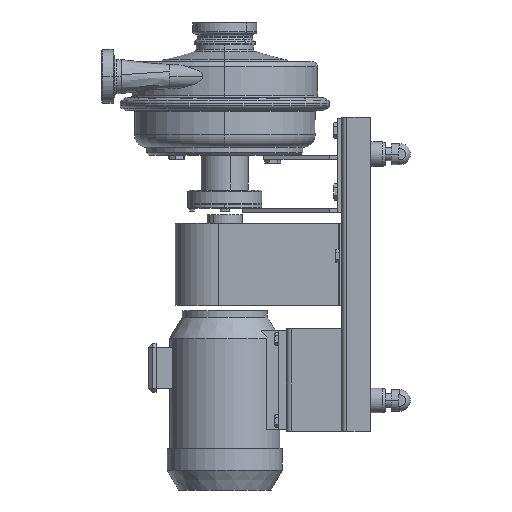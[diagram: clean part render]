
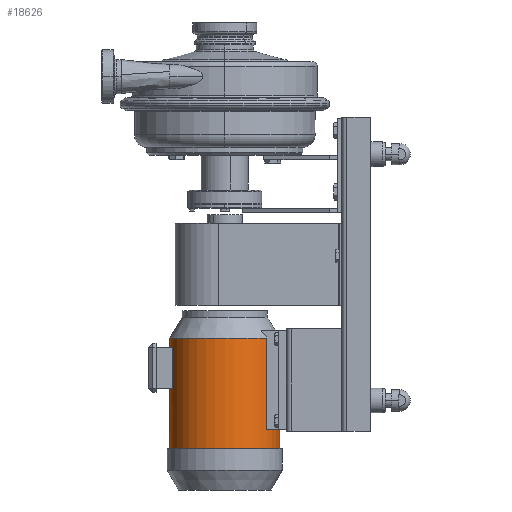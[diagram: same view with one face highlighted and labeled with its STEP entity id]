
A CAD part, left-side view. The second image highlights one B-rep face of the part: STEP entity #18626.
In plain terms, the highlighted cylindrical face has radius 67 mm (diameter 134 mm), a partial arc.
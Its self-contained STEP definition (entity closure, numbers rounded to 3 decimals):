
#8984 = DIRECTION ( 'NONE',  ( 0., -1., 0. ) ) ;
#9012 = DIRECTION ( 'NONE',  ( 0., 0., 1. ) ) ;
#9013 = VECTOR ( 'NONE', #9012, 1000. ) ;
#9014 = CARTESIAN_POINT ( 'NONE',  ( -52.516, 237.765, -44.25 ) ) ;
#9015 = LINE ( 'NONE', #9014, #9013 ) ;
#9210 = CARTESIAN_POINT ( 'NONE',  ( -52.516, 103.765, -212.75 ) ) ;
#9217 = CARTESIAN_POINT ( 'NONE',  ( -52.516, 237.765, -77.627 ) ) ;
#9225 = DIRECTION ( 'NONE',  ( 0., 0., 1. ) ) ;
#9237 = CARTESIAN_POINT ( 'NONE',  ( -52.516, 237.765, -88.75 ) ) ;
#9247 = VECTOR ( 'NONE', #9225, 1000. ) ;
#9261 = CIRCLE ( 'NONE', #9344, 67. ) ;
#9267 = CARTESIAN_POINT ( 'NONE',  ( -52.516, 237.765, -212.75 ) ) ;
#9271 = CARTESIAN_POINT ( 'NONE',  ( -52.516, 237.765, -44.25 ) ) ;
#9284 = LINE ( 'NONE', #9271, #9247 ) ;
#9338 = DIRECTION ( 'NONE',  ( 0., 0., 1. ) ) ;
#9343 = CARTESIAN_POINT ( 'NONE',  ( -52.516, 170.765, -77.627 ) ) ;
#9344 = AXIS2_PLACEMENT_3D ( 'NONE', #9343, #9338, #8984 ) ;
#9397 = CARTESIAN_POINT ( 'NONE',  ( -52.516, 237.765, -138.75 ) ) ;
#9450 = CARTESIAN_POINT ( 'NONE',  ( -52.516, 103.765, -44.25 ) ) ;
#9451 = LINE ( 'NONE', #9450, #9510 ) ;
#9509 = DIRECTION ( 'NONE',  ( 0., 0., 1. ) ) ;
#9510 = VECTOR ( 'NONE', #9509, 1000. ) ;
#9529 = CARTESIAN_POINT ( 'NONE',  ( -95.516, 119.385, -77.627 ) ) ;
#9572 = CARTESIAN_POINT ( 'NONE',  ( -52.516, 103.765, -77.627 ) ) ;
#9575 = DIRECTION ( 'NONE',  ( 0., 0., -1. ) ) ;
#9576 = VECTOR ( 'NONE', #9575, 1000. ) ;
#9577 = CIRCLE ( 'NONE', #9664, 67. ) ;
#9653 = CARTESIAN_POINT ( 'NONE',  ( -95.516, 119.385, -188.75 ) ) ;
#9664 = AXIS2_PLACEMENT_3D ( 'NONE', #9672, #9671, #9670 ) ;
#9670 = DIRECTION ( 'NONE',  ( 1., 0., 0. ) ) ;
#9671 = DIRECTION ( 'NONE',  ( 0., 0., 1. ) ) ;
#9672 = CARTESIAN_POINT ( 'NONE',  ( -52.516, 170.765, -138.75 ) ) ;
#9697 = CARTESIAN_POINT ( 'NONE',  ( -86.516, 113.033, -77.627 ) ) ;
#9722 = CARTESIAN_POINT ( 'NONE',  ( -95.516, 119.385, -44.25 ) ) ;
#9723 = LINE ( 'NONE', #9722, #9576 ) ;
#9812 = CARTESIAN_POINT ( 'NONE',  ( -72.516, 234.711, -138.75 ) ) ;
#9950 = CARTESIAN_POINT ( 'NONE',  ( -52.516, 170.765, -77.627 ) ) ;
#9969 = DIRECTION ( 'NONE',  ( 0., 0., 1. ) ) ;
#9970 = VECTOR ( 'NONE', #9969, 1000. ) ;
#9973 = CIRCLE ( 'NONE', #10052, 67. ) ;
#9979 = DIRECTION ( 'NONE',  ( 0., -1., 0. ) ) ;
#9980 = DIRECTION ( 'NONE',  ( 0., 0., 1. ) ) ;
#9981 = AXIS2_PLACEMENT_3D ( 'NONE', #9950, #9980, #9979 ) ;
#9999 = CARTESIAN_POINT ( 'NONE',  ( -86.516, 113.033, -44.25 ) ) ;
#10000 = LINE ( 'NONE', #9999, #9970 ) ;
#10017 = CIRCLE ( 'NONE', #9981, 67. ) ;
#10026 = CARTESIAN_POINT ( 'NONE',  ( -72.516, 234.711, -88.75 ) ) ;
#10052 = AXIS2_PLACEMENT_3D ( 'NONE', #10068, #10060, #10059 ) ;
#10059 = DIRECTION ( 'NONE',  ( -1., 0., 0. ) ) ;
#10060 = DIRECTION ( 'NONE',  ( 0., 0., -1. ) ) ;
#10068 = CARTESIAN_POINT ( 'NONE',  ( -52.516, 170.765, -88.75 ) ) ;
#10079 = AXIS2_PLACEMENT_3D ( 'NONE', #10098, #10097, #10096 ) ;
#10080 = CIRCLE ( 'NONE', #10079, 67. ) ;
#10096 = DIRECTION ( 'NONE',  ( 0., -1., 0. ) ) ;
#10097 = DIRECTION ( 'NONE',  ( 0., 0., 1. ) ) ;
#10098 = CARTESIAN_POINT ( 'NONE',  ( -52.516, 170.765, -212.75 ) ) ;
#10208 = AXIS2_PLACEMENT_3D ( 'NONE', #10221, #10460, #10567 ) ;
#10221 = CARTESIAN_POINT ( 'NONE',  ( -52.516, 170.765, -44.25 ) ) ;
#10226 = FACE_OUTER_BOUND ( 'NONE', #18482, .T. ) ;
#10257 = VECTOR ( 'NONE', #10264, 1000. ) ;
#10264 = DIRECTION ( 'NONE',  ( 0., 0., 1. ) ) ;
#10265 = CARTESIAN_POINT ( 'NONE',  ( -72.516, 234.711, -44.25 ) ) ;
#10408 = LINE ( 'NONE', #10265, #10257 ) ;
#10441 = DIRECTION ( 'NONE',  ( -1., 0., 0. ) ) ;
#10442 = DIRECTION ( 'NONE',  ( 0., 0., -1. ) ) ;
#10443 = AXIS2_PLACEMENT_3D ( 'NONE', #10453, #10442, #10441 ) ;
#10448 = CYLINDRICAL_SURFACE ( 'NONE', #10208, 67. ) ;
#10453 = CARTESIAN_POINT ( 'NONE',  ( -52.516, 170.765, -188.75 ) ) ;
#10454 = CIRCLE ( 'NONE', #10443, 67. ) ;
#10460 = DIRECTION ( 'NONE',  ( 0., 0., 1. ) ) ;
#10567 = DIRECTION ( 'NONE',  ( 0., -1., 0. ) ) ;
#10722 = CARTESIAN_POINT ( 'NONE',  ( -86.516, 113.033, -188.75 ) ) ;
#17977 = EDGE_CURVE ( 'NONE', #18057, #18075, #9015, .T. ) ;
#18006 = EDGE_CURVE ( 'NONE', #18014, #18008, #9284, .T. ) ;
#18008 = VERTEX_POINT ( 'NONE', #9217 ) ;
#18014 = VERTEX_POINT ( 'NONE', #9237 ) ;
#18053 = VERTEX_POINT ( 'NONE', #9210 ) ;
#18057 = VERTEX_POINT ( 'NONE', #9267 ) ;
#18075 = VERTEX_POINT ( 'NONE', #9397 ) ;
#18124 = VERTEX_POINT ( 'NONE', #9529 ) ;
#18151 = EDGE_CURVE ( 'NONE', #18053, #18202, #9451, .T. ) ;
#18202 = VERTEX_POINT ( 'NONE', #9572 ) ;
#18210 = EDGE_CURVE ( 'NONE', #18124, #18233, #9723, .T. ) ;
#18233 = VERTEX_POINT ( 'NONE', #9653 ) ;
#18259 = EDGE_CURVE ( 'NONE', #18075, #18392, #9577, .T. ) ;
#18274 = ORIENTED_EDGE ( 'NONE', *, *, #18486, .T. ) ;
#18278 = ORIENTED_EDGE ( 'NONE', *, *, #18465, .F. ) ;
#18309 = EDGE_CURVE ( 'NONE', #18008, #18124, #9261, .T. ) ;
#18310 = VERTEX_POINT ( 'NONE', #9697 ) ;
#18392 = VERTEX_POINT ( 'NONE', #9812 ) ;
#18465 = EDGE_CURVE ( 'NONE', #18310, #18202, #10017, .T. ) ;
#18482 = EDGE_LOOP ( 'NONE', ( #18487, #18274, #18627, #18278, #18618, #18726, #18570, #18629, #18520, #18621, #18620, #18517 ) ) ;
#18486 = EDGE_CURVE ( 'NONE', #18057, #18053, #10080, .T. ) ;
#18487 = ORIENTED_EDGE ( 'NONE', *, *, #17977, .F. ) ;
#18489 = VERTEX_POINT ( 'NONE', #10026 ) ;
#18517 = ORIENTED_EDGE ( 'NONE', *, *, #18259, .F. ) ;
#18518 = EDGE_CURVE ( 'NONE', #18646, #18310, #10000, .T. ) ;
#18520 = ORIENTED_EDGE ( 'NONE', *, *, #18006, .F. ) ;
#18527 = EDGE_CURVE ( 'NONE', #18489, #18014, #9973, .T. ) ;
#18560 = EDGE_CURVE ( 'NONE', #18392, #18489, #10408, .T. ) ;
#18570 = ORIENTED_EDGE ( 'NONE', *, *, #18210, .F. ) ;
#18618 = ORIENTED_EDGE ( 'NONE', *, *, #18518, .F. ) ;
#18620 = ORIENTED_EDGE ( 'NONE', *, *, #18560, .F. ) ;
#18621 = ORIENTED_EDGE ( 'NONE', *, *, #18527, .F. ) ;
#18626 = ADVANCED_FACE ( 'NONE', ( #10226 ), #10448, .T. ) ;
#18627 = ORIENTED_EDGE ( 'NONE', *, *, #18151, .T. ) ;
#18629 = ORIENTED_EDGE ( 'NONE', *, *, #18309, .F. ) ;
#18632 = EDGE_CURVE ( 'NONE', #18646, #18233, #10454, .T. ) ;
#18646 = VERTEX_POINT ( 'NONE', #10722 ) ;
#18726 = ORIENTED_EDGE ( 'NONE', *, *, #18632, .T. ) ;
